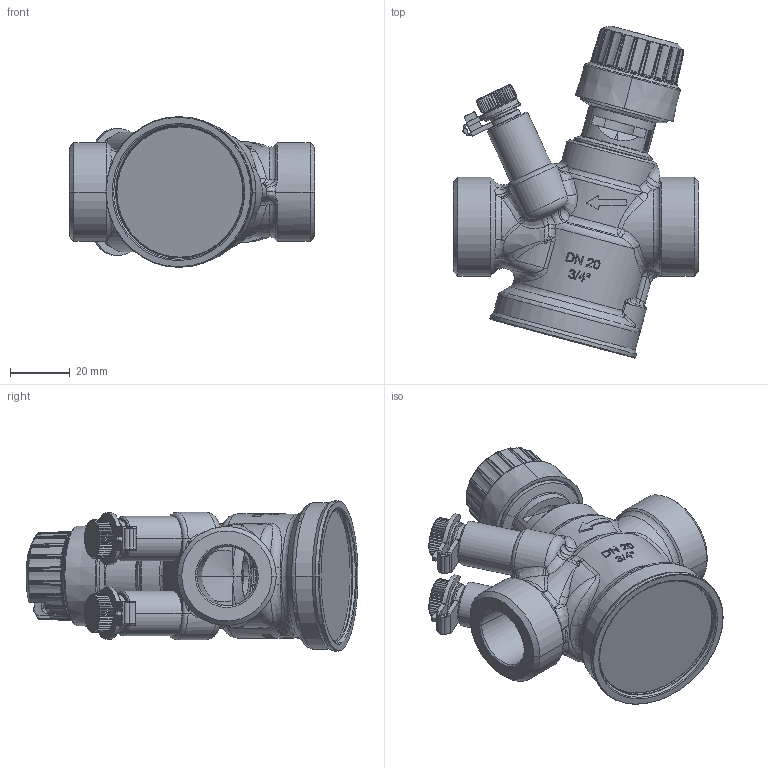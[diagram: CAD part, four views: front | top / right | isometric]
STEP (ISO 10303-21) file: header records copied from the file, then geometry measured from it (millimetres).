
FILE_DESCRIPTION((''),'2;1');
FILE_NAME('003Z8204_ASM_1_ASM','2019-08-19T',('U258099'),('Danfoss'),'CREO PARAMETRIC BY PTC INC, 2015480','CREO PARAMETRIC BY PTC INC, 2015480','');
FILE_SCHEMA(('CONFIG_CONTROL_DESIGN'));
Products named in the file (10): 89053110_1; 89053970_1_1; 89054040_MARKING_1; 89054710_1_1_2; 89054720_1_1_2; 89054750_ASM_1_1_ASM; 89054730_1_1_2; 89054740_1_1_2; 89054360_1_1_2; 003Z8204_ASM_1_ASM
Assembly tree (10 placements, depth 3):
  003Z8204_ASM_1_ASM
    89053110_1
    89053970_1_1
    89054040_MARKING_1
    89054750_ASM_1_1_ASM  x2
      89054710_1_1_2
      89054720_1_1_2
    89054730_1_1_2
    89054740_1_1_2
    89054360_1_1_2
Bounding box: 82 x 111.04 x 50.4 mm (x, y, z)
Volume: 84712.6 mm3; surface area: 52682.8 mm2
Topology: 10 solids, 10 shells, 3352 faces, 9286 edges, 6049 vertices
Faces by surface type: bspline 1028, plane 760, extrusion 458, cylinder 437, cone 365, torus 244, sphere 60
Entity records: 143594 total; most frequent: CARTESIAN_POINT 73586, ORIENTED_EDGE 17004, DIRECTION 10533, EDGE_CURVE 8502, VERTEX_POINT 5559, B_SPLINE_CURVE_WITH_KNOTS 4253, AXIS2_PLACEMENT_3D 3724, EDGE_LOOP 3281
